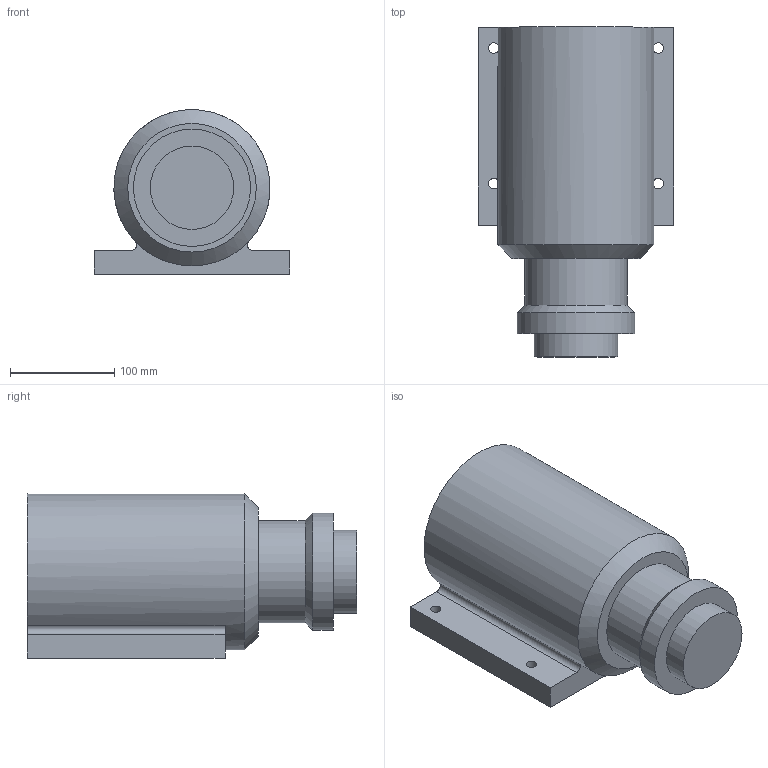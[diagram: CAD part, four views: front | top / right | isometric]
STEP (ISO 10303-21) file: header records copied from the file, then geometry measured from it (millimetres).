
FILE_DESCRIPTION(/* description */ (''),/* implementation_level */ '2;1');
FILE_NAME(/* name */ 'Spindle_Draft.stp',/* time_stamp */ '2017-10-25T21:51:54+01:00',/* author */ (''),/* organization */ (''),/* preprocessor_version */ 'ST-DEVELOPER v16',/* originating_system */ 'SIEMENS PLM Software NX 10.0',/* authorisation */ '');
FILE_SCHEMA (('AUTOMOTIVE_DESIGN { 1 0 10303 214 3 1 1 1 }'));
Length unit declared in the file: millimetre
Products named in the file (1): Spindle_Draft
Bounding box: 188 x 316.56 x 157.84 mm (x, y, z)
Volume: 5249644.9 mm3; surface area: 216940.5 mm2
Topology: 1 solids, 1 shells, 22 faces, 53 edges, 35 vertices
Faces by surface type: plane 10, cylinder 10, cone 2
Full cylindrical faces by diameter (mm): 10 x4, 80 x1, 98 x1, 112.5 x1, 150 x1
Entity records: 614 total; most frequent: DIRECTION 108, CARTESIAN_POINT 95, ORIENTED_EDGE 80, AXIS2_PLACEMENT_3D 45, EDGE_LOOP 42, EDGE_CURVE 40, FACE_BOUND 35, VERTEX_POINT 32
